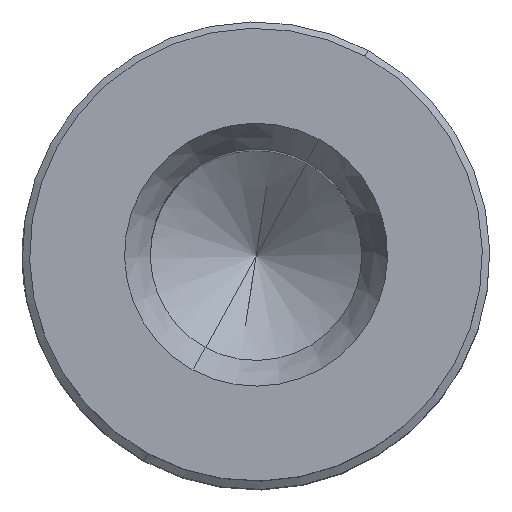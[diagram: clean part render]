
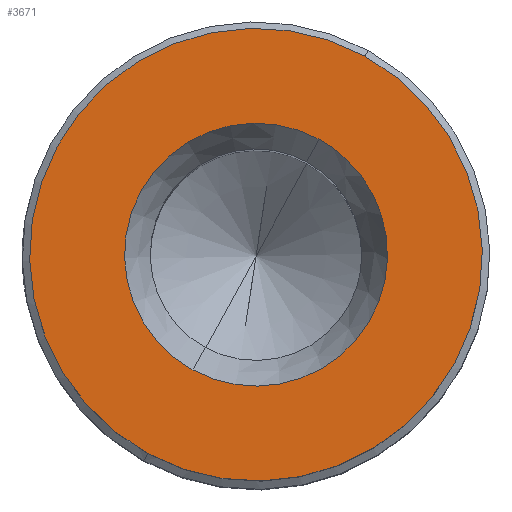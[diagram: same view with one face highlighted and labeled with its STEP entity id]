
A CAD part, top view. The second image highlights one B-rep face of the part: STEP entity #3671.
In plain terms, the highlighted planar face has unit normal (0, 0, 1).
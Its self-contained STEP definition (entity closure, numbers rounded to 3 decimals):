
#3518=AXIS2_PLACEMENT_3D('Circle Axis2P3D',#3516,#3517,$) ;
#3601=AXIS2_PLACEMENT_3D('Circle Axis2P3D',#3599,#3600,$) ;
#3625=AXIS2_PLACEMENT_3D('Circle Axis2P3D',#3623,#3624,$) ;
#3638=AXIS2_PLACEMENT_3D('Plane Axis2P3D',#3635,#3636,#3637) ;
#3516=CARTESIAN_POINT('Axis2P3D Location',(3.15,3.15,28.25)) ;
#3520=CARTESIAN_POINT('Vertex',(2.301,1.596,28.25)) ;
#3522=CARTESIAN_POINT('Vertex',(3.999,4.704,28.25)) ;
#3596=CARTESIAN_POINT('Vertex',(4.612,5.826,28.25)) ;
#3599=CARTESIAN_POINT('Axis2P3D Location',(3.15,3.15,28.25)) ;
#3603=CARTESIAN_POINT('Vertex',(1.688,0.474,28.25)) ;
#3623=CARTESIAN_POINT('Axis2P3D Location',(3.15,3.15,28.25)) ;
#3635=CARTESIAN_POINT('Axis2P3D Location',(3.15,0.1,28.25)) ;
#3645=CARTESIAN_POINT('Control Point',(2.301,1.596,28.25)) ;
#3646=CARTESIAN_POINT('Control Point',(2.473,1.502,28.25)) ;
#3647=CARTESIAN_POINT('Control Point',(2.657,1.432,28.25)) ;
#3648=CARTESIAN_POINT('Control Point',(2.85,1.388,28.25)) ;
#3649=CARTESIAN_POINT('Control Point',(3.244,1.354,28.25)) ;
#3650=CARTESIAN_POINT('Control Point',(3.632,1.429,28.25)) ;
#3651=CARTESIAN_POINT('Control Point',(3.819,1.492,28.25)) ;
#3652=CARTESIAN_POINT('Control Point',(4.172,1.67,28.25)) ;
#3653=CARTESIAN_POINT('Control Point',(4.463,1.937,28.25)) ;
#3654=CARTESIAN_POINT('Control Point',(4.589,2.09,28.25)) ;
#3655=CARTESIAN_POINT('Control Point',(4.796,2.426,28.25)) ;
#3656=CARTESIAN_POINT('Control Point',(4.904,2.806,28.25)) ;
#3657=CARTESIAN_POINT('Control Point',(4.931,3.002,28.25)) ;
#3658=CARTESIAN_POINT('Control Point',(4.931,3.397,28.25)) ;
#3659=CARTESIAN_POINT('Control Point',(4.824,3.777,28.25)) ;
#3660=CARTESIAN_POINT('Control Point',(4.744,3.959,28.25)) ;
#3661=CARTESIAN_POINT('Control Point',(4.569,4.243,28.25)) ;
#3662=CARTESIAN_POINT('Control Point',(4.334,4.477,28.25)) ;
#3663=CARTESIAN_POINT('Control Point',(4.23,4.564,28.25)) ;
#3664=CARTESIAN_POINT('Control Point',(4.117,4.64,28.25)) ;
#3665=CARTESIAN_POINT('Control Point',(3.999,4.704,28.25)) ;
#3517=DIRECTION('Axis2P3D Direction',(0.,-0.,1.)) ;
#3600=DIRECTION('Axis2P3D Direction',(0.,0.,-1.)) ;
#3624=DIRECTION('Axis2P3D Direction',(-0.,0.,-1.)) ;
#3636=DIRECTION('Axis2P3D Direction',(0.,0.,-1.)) ;
#3637=DIRECTION('Axis2P3D XDirection',(1.,0.,0.)) ;
#3641=ORIENTED_EDGE('',*,*,#3627,.F.) ;
#3642=ORIENTED_EDGE('',*,*,#3605,.F.) ;
#3668=ORIENTED_EDGE('',*,*,#3666,.T.) ;
#3669=ORIENTED_EDGE('',*,*,#3524,.T.) ;
#3670=FACE_BOUND('',#3667,.T.) ;
#3671=ADVANCED_FACE('Hauptkoerper',(#3643,#3670),#3639,.F.) ;
#3644=B_SPLINE_CURVE_WITH_KNOTS('',5,(#3645,#3646,#3647,#3648,#3649,#3650,#3651,#3652,#3653,#3654,#3655,#3656,#3657,#3658,#3659,#3660,#3661,#3662,#3663,#3664,#3665),.UNSPECIFIED.,.F.,.U.,(6,3,3,3,3,3,6),(0.,1.387,2.774,4.161,5.549,6.936,7.892),.UNSPECIFIED.) ;
#3519=CIRCLE('generated circle',#3518,1.771) ;
#3602=CIRCLE('generated circle',#3601,3.05) ;
#3626=CIRCLE('generated circle',#3625,3.05) ;
#3524=EDGE_CURVE('',#3521,#3523,#3519,.F.) ;
#3605=EDGE_CURVE('',#3597,#3604,#3602,.T.) ;
#3627=EDGE_CURVE('',#3604,#3597,#3626,.T.) ;
#3666=EDGE_CURVE('',#3523,#3521,#3644,.F.) ;
#3640=EDGE_LOOP('',(#3641,#3642)) ;
#3667=EDGE_LOOP('',(#3668,#3669)) ;
#3643=FACE_OUTER_BOUND('',#3640,.T.) ;
#3639=PLANE('',#3638) ;
#3521=VERTEX_POINT('',#3520) ;
#3523=VERTEX_POINT('',#3522) ;
#3597=VERTEX_POINT('',#3596) ;
#3604=VERTEX_POINT('',#3603) ;
